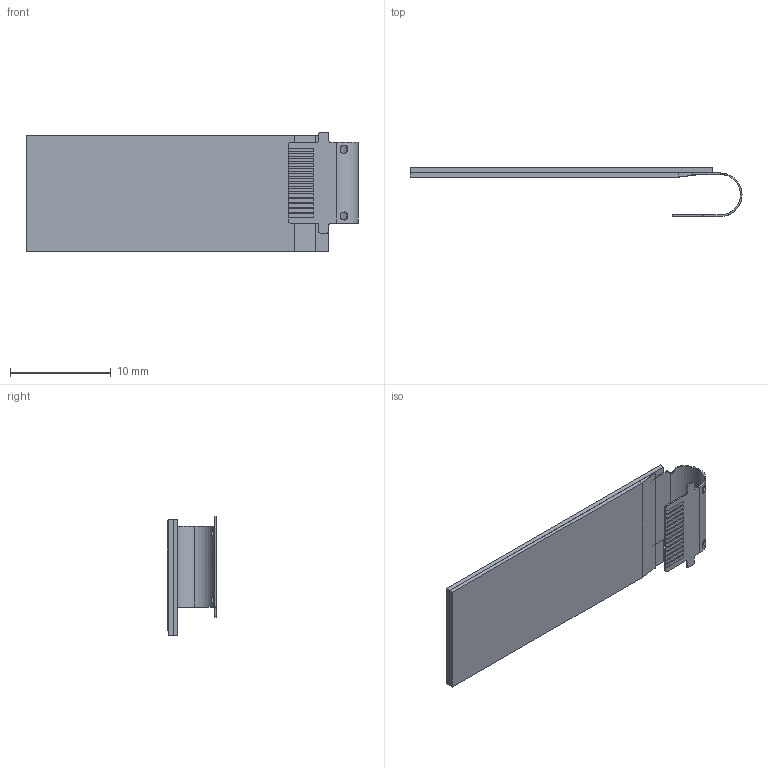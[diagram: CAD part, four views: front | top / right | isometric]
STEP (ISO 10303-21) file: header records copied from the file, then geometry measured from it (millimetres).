
FILE_DESCRIPTION (( 'STEP AP214' ), '1' );
FILE_NAME ('ER-OLED0.91-3.STEP', '2024-04-10T15:01:57', ( '' ), ( '' ), 'SwSTEP 2.0', 'SolidWorks 2024', '' );
FILE_SCHEMA (( 'AUTOMOTIVE_DESIGN' ));
Length unit declared in the file: millimetre
Products named in the file (1): ER-OLED0.91-3
Bounding box: 32.89 x 4.88 x 11.85 mm (x, y, z)
Volume: 333 mm3; surface area: 2827.4 mm2
Topology: 22 solids, 22 shells, 179 faces, 397 edges, 262 vertices
Faces by surface type: plane 147, cylinder 24, bspline 8
Entity records: 7336 total; most frequent: CARTESIAN_POINT 1187, ORIENTED_EDGE 794, DIRECTION 763, EDGE_CURVE 397, VECTOR 323, LINE 323, VERTEX_POINT 262, AXIS2_PLACEMENT_3D 220
